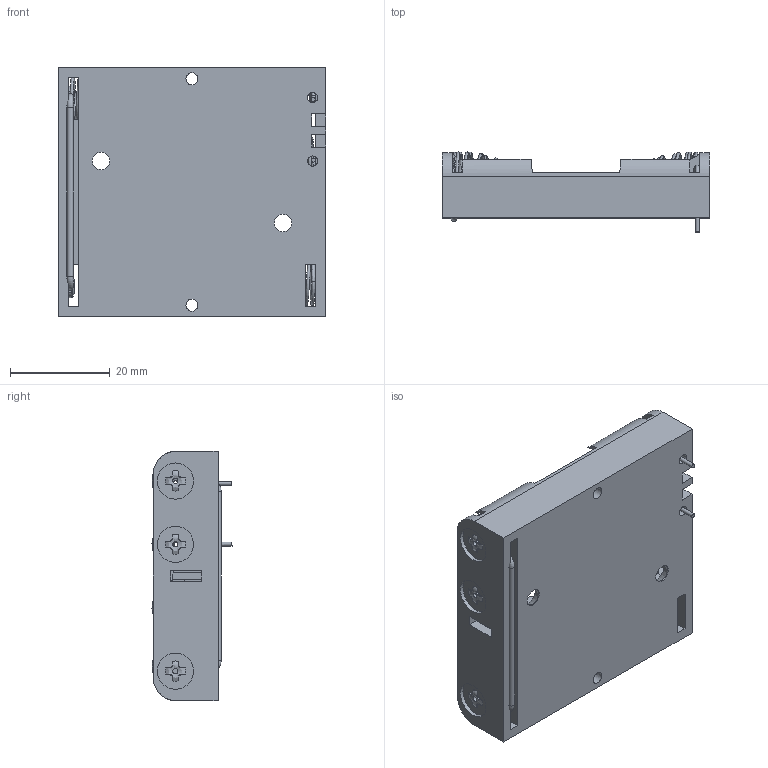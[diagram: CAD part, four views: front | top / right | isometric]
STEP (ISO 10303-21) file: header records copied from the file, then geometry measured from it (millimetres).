
FILE_DESCRIPTION(/* description */ ('STEP AP214'),/* implementation_level */ '2;1');
FILE_NAME(/* name */ '2481_4xAAA_holder.step',/* time_stamp */ '2025-05-10T09:47:20+09:00',/* author */ (''),/* organization */ (''),/* preprocessor_version */ 'ST-DEVELOPER v20.1',/* originating_system */ 'Autodesk Translation Framework v14.4.0.0',/* authorisation */ '');
FILE_SCHEMA (('AUTOMOTIVE_DESIGN { 1 0 10303 214 3 1 1 }'));
Length unit declared in the file: millimetre
Products named in the file (1): 2481
Bounding box: 53.5 x 16.02 x 50 mm (x, y, z)
Volume: 8832.2 mm3; surface area: 13412.6 mm2
Topology: 15 solids, 15 shells, 679 faces, 1821 edges, 1206 vertices
Faces by surface type: plane 491, bspline 101, cylinder 75, torus 10, cone 2
Full cylindrical faces by diameter (mm): 0.813 x2, 1.024 x6, 1.27 x3, 1.727 x2, 1.778 x6, 2.032 x2, 2.4 x2, 2.489 x6, 3.5 x2, 7.25 x3, 7.62 x3
Entity records: 31016 total; most frequent: CARTESIAN_POINT 13682, ORIENTED_EDGE 3642, DIRECTION 3022, EDGE_CURVE 1821, LINE 1314, VECTOR 1314, VERTEX_POINT 1206, AXIS2_PLACEMENT_3D 854
